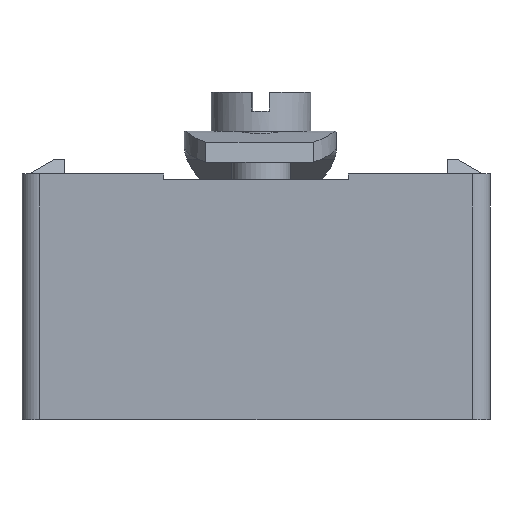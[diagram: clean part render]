
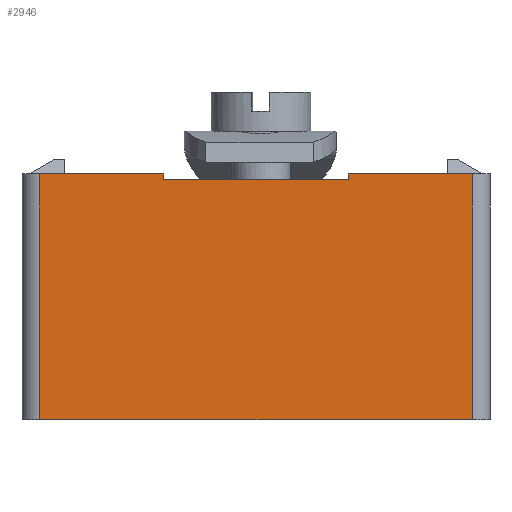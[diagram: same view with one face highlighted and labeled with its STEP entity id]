
A CAD part, left-side view. The second image highlights one B-rep face of the part: STEP entity #2946.
In plain terms, the highlighted planar face has unit normal (-1, 0, 0).
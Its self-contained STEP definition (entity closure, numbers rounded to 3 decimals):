
#2903=AXIS2_PLACEMENT_3D('Plane Axis2P3D',#2900,#2901,#2902) ;
#2388=CARTESIAN_POINT('Vertex',(0.,27.9,21.)) ;
#2391=CARTESIAN_POINT('Line Origine',(0.,27.9,20.75)) ;
#2395=CARTESIAN_POINT('Vertex',(0.,27.9,20.5)) ;
#2496=CARTESIAN_POINT('Line Origine',(0.,12.1,20.75)) ;
#2500=CARTESIAN_POINT('Vertex',(0.,12.1,21.)) ;
#2502=CARTESIAN_POINT('Vertex',(0.,12.1,20.5)) ;
#2816=CARTESIAN_POINT('Vertex',(0.,38.5,21.)) ;
#2819=CARTESIAN_POINT('Line Origine',(0.,33.2,21.)) ;
#2900=CARTESIAN_POINT('Axis2P3D Location',(0.,0.,0.)) ;
#2905=CARTESIAN_POINT('Line Origine',(0.,20.,20.5)) ;
#2910=CARTESIAN_POINT('Line Origine',(0.,38.5,10.5)) ;
#2914=CARTESIAN_POINT('Vertex',(0.,38.5,0.)) ;
#2917=CARTESIAN_POINT('Line Origine',(0.,20.,0.)) ;
#2921=CARTESIAN_POINT('Vertex',(0.,1.5,0.)) ;
#2924=CARTESIAN_POINT('Line Origine',(0.,1.5,10.5)) ;
#2928=CARTESIAN_POINT('Vertex',(0.,1.5,21.)) ;
#2931=CARTESIAN_POINT('Line Origine',(0.,6.8,21.)) ;
#2392=DIRECTION('Vector Direction',(0.,0.,-1.)) ;
#2497=DIRECTION('Vector Direction',(0.,0.,-1.)) ;
#2820=DIRECTION('Vector Direction',(0.,1.,0.)) ;
#2901=DIRECTION('Axis2P3D Direction',(1.,0.,-0.)) ;
#2902=DIRECTION('Axis2P3D XDirection',(0.,1.,0.)) ;
#2906=DIRECTION('Vector Direction',(0.,1.,0.)) ;
#2911=DIRECTION('Vector Direction',(0.,0.,1.)) ;
#2918=DIRECTION('Vector Direction',(0.,1.,0.)) ;
#2925=DIRECTION('Vector Direction',(0.,0.,1.)) ;
#2932=DIRECTION('Vector Direction',(0.,1.,0.)) ;
#2393=VECTOR('Line Direction',#2392,1.) ;
#2498=VECTOR('Line Direction',#2497,1.) ;
#2821=VECTOR('Line Direction',#2820,1.) ;
#2907=VECTOR('Line Direction',#2906,1.) ;
#2912=VECTOR('Line Direction',#2911,1.) ;
#2919=VECTOR('Line Direction',#2918,1.) ;
#2926=VECTOR('Line Direction',#2925,1.) ;
#2933=VECTOR('Line Direction',#2932,1.) ;
#2937=ORIENTED_EDGE('',*,*,#2504,.T.) ;
#2938=ORIENTED_EDGE('',*,*,#2909,.F.) ;
#2939=ORIENTED_EDGE('',*,*,#2397,.F.) ;
#2940=ORIENTED_EDGE('',*,*,#2823,.F.) ;
#2941=ORIENTED_EDGE('',*,*,#2916,.F.) ;
#2942=ORIENTED_EDGE('',*,*,#2923,.T.) ;
#2943=ORIENTED_EDGE('',*,*,#2930,.T.) ;
#2944=ORIENTED_EDGE('',*,*,#2935,.F.) ;
#2946=ADVANCED_FACE('V2',(#2945),#2904,.F.) ;
#2397=EDGE_CURVE('',#2389,#2396,#2394,.T.) ;
#2504=EDGE_CURVE('',#2501,#2503,#2499,.T.) ;
#2823=EDGE_CURVE('',#2817,#2389,#2822,.F.) ;
#2909=EDGE_CURVE('',#2396,#2503,#2908,.F.) ;
#2916=EDGE_CURVE('',#2915,#2817,#2913,.T.) ;
#2923=EDGE_CURVE('',#2915,#2922,#2920,.F.) ;
#2930=EDGE_CURVE('',#2922,#2929,#2927,.T.) ;
#2935=EDGE_CURVE('',#2501,#2929,#2934,.F.) ;
#2936=EDGE_LOOP('',(#2937,#2938,#2939,#2940,#2941,#2942,#2943,#2944)) ;
#2945=FACE_OUTER_BOUND('',#2936,.T.) ;
#2394=LINE('Line',#2391,#2393) ;
#2499=LINE('Line',#2496,#2498) ;
#2822=LINE('Line',#2819,#2821) ;
#2908=LINE('Line',#2905,#2907) ;
#2913=LINE('Line',#2910,#2912) ;
#2920=LINE('Line',#2917,#2919) ;
#2927=LINE('Line',#2924,#2926) ;
#2934=LINE('Line',#2931,#2933) ;
#2904=PLANE('',#2903) ;
#2389=VERTEX_POINT('',#2388) ;
#2396=VERTEX_POINT('',#2395) ;
#2501=VERTEX_POINT('',#2500) ;
#2503=VERTEX_POINT('',#2502) ;
#2817=VERTEX_POINT('',#2816) ;
#2915=VERTEX_POINT('',#2914) ;
#2922=VERTEX_POINT('',#2921) ;
#2929=VERTEX_POINT('',#2928) ;
